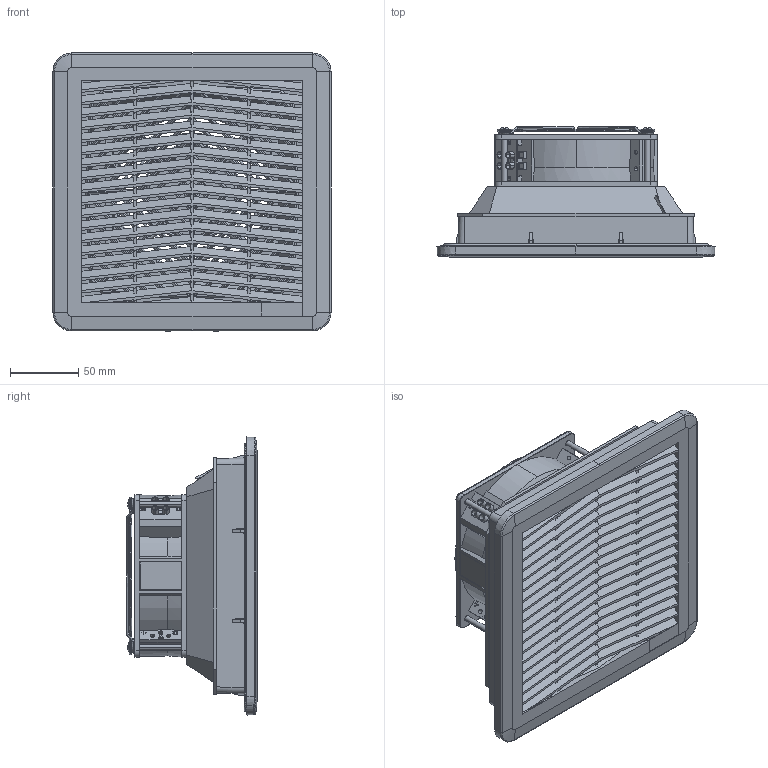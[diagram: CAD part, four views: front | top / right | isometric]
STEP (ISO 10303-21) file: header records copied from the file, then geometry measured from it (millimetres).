
FILE_DESCRIPTION((''),'2;1');
FILE_NAME('FL-4421A','2013-09-17T',('alexcam'),(''),'PRO/ENGINEER BY PARAMETRIC TECHNOLOGY CORPORATION, 2010040','PRO/ENGINEER BY PARAMETRIC TECHNOLOGY CORPORATION, 2010040','');
FILE_SCHEMA(('AUTOMOTIVE_DESIGN_CC2 { 1 2 10303 214 -1 1 5 2 }'));
Products named in the file (1): FL-4421A
Bounding box: 203.91 x 95.5 x 203.89 mm (x, y, z)
Volume: 78187 mm3; surface area: 354336.4 mm2
Topology: 15 solids, 20 shells, 2726 faces, 7917 edges, 5077 vertices
Faces by surface type: plane 1811, cylinder 460, bspline 157, cone 148, torus 136, sphere 8, extrusion 6
Entity records: 153241 total; most frequent: CARTESIAN_POINT 58988, ORIENTED_EDGE 15651, DIRECTION 13022, PRESENTATION_STYLE_ASSIGNMENT 7936, STYLED_ITEM 7936, CURVE_STYLE 7916, EDGE_CURVE 7916, VECTOR 5508
